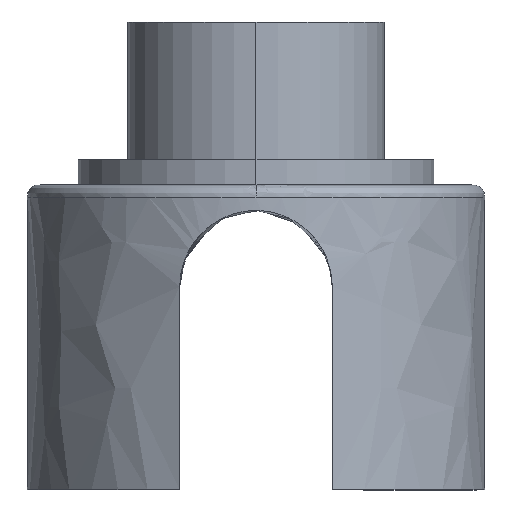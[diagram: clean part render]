
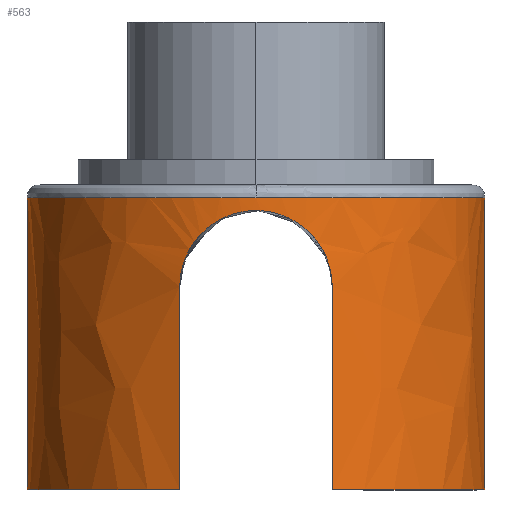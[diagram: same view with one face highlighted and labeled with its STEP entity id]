
A CAD part, left-side view. The second image highlights one B-rep face of the part: STEP entity #563.
In plain terms, the highlighted free-form (B-spline) face has degree [3, 1] with [4, 2] control points.
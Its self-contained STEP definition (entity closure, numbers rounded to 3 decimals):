
#30=LINE('',#1113,#58);
#31=LINE('',#1123,#59);
#58=VECTOR('',#681,1000.);
#59=VECTOR('',#682,1000.);
#86=B_SPLINE_CURVE_WITH_KNOTS('',3,(#955,#956,#957,#958,#959,#960,#961),
 .UNSPECIFIED.,.F.,.F.,(4,1,1,1,4),(0.25,0.313,
0.375,0.438,0.5),.UNSPECIFIED.);
#91=B_SPLINE_CURVE_WITH_KNOTS('',3,(#1115,#1116,#1117,#1118,#1119,#1120,
#1121),.UNSPECIFIED.,.F.,.F.,(4,1,1,1,4),(0.009,0.011,
0.014,0.016,0.019),.UNSPECIFIED.);
#92=B_SPLINE_CURVE_WITH_KNOTS('',3,(#1126,#1127,#1128,#1129,#1130,#1131,
#1132),.UNSPECIFIED.,.F.,.F.,(4,1,1,1,4),(0.25,0.313,0.375,0.438,0.5),
 .UNSPECIFIED.);
#102=(
BOUNDED_CURVE()
B_SPLINE_CURVE(1,(#1005,#1006),.UNSPECIFIED.,.F.,.F.)
B_SPLINE_CURVE_WITH_KNOTS((2,2),(0.,1.),.PIECEWISE_BEZIER_KNOTS.)
CURVE()
GEOMETRIC_REPRESENTATION_ITEM()
RATIONAL_B_SPLINE_CURVE((1.,1.))
REPRESENTATION_ITEM('')
);
#103=(
BOUNDED_CURVE()
B_SPLINE_CURVE(1,(#1015,#1016),.UNSPECIFIED.,.F.,.F.)
B_SPLINE_CURVE_WITH_KNOTS((2,2),(0.,1.),.PIECEWISE_BEZIER_KNOTS.)
CURVE()
GEOMETRIC_REPRESENTATION_ITEM()
RATIONAL_B_SPLINE_CURVE((1.,1.))
REPRESENTATION_ITEM('')
);
#146=ORIENTED_EDGE('',*,*,#296,.F.);
#147=ORIENTED_EDGE('',*,*,#319,.F.);
#148=ORIENTED_EDGE('',*,*,#320,.T.);
#149=ORIENTED_EDGE('',*,*,#321,.T.);
#150=ORIENTED_EDGE('',*,*,#322,.T.);
#151=ORIENTED_EDGE('',*,*,#323,.F.);
#152=ORIENTED_EDGE('',*,*,#298,.T.);
#153=ORIENTED_EDGE('',*,*,#324,.T.);
#154=ORIENTED_EDGE('',*,*,#289,.T.);
#289=EDGE_CURVE('',#378,#377,#86,.F.);
#296=EDGE_CURVE('',#383,#377,#102,.T.);
#298=EDGE_CURVE('',#386,#385,#103,.T.);
#319=EDGE_CURVE('',#404,#383,#448,.F.);
#320=EDGE_CURVE('',#404,#405,#30,.T.);
#321=EDGE_CURVE('',#405,#406,#91,.T.);
#322=EDGE_CURVE('',#406,#407,#31,.F.);
#323=EDGE_CURVE('',#386,#407,#449,.F.);
#324=EDGE_CURVE('',#385,#378,#92,.T.);
#377=VERTEX_POINT('',#954);
#378=VERTEX_POINT('',#962);
#383=VERTEX_POINT('',#1003);
#385=VERTEX_POINT('',#1014);
#386=VERTEX_POINT('',#1017);
#404=VERTEX_POINT('',#1112);
#405=VERTEX_POINT('',#1114);
#406=VERTEX_POINT('',#1122);
#407=VERTEX_POINT('',#1124);
#448=CIRCLE('',#619,9.);
#449=CIRCLE('',#620,9.);
#475=EDGE_LOOP('',(#146,#147,#148,#149,#150,#151,#152,#153,#154));
#511=FACE_BOUND('',#475,.T.);
#547=(
BOUNDED_SURFACE()
B_SPLINE_SURFACE(3,1,((#1103,#1104),(#1105,#1106),(#1107,#1108),(#1109,
#1110)),.CYLINDRICAL_SURF.,.F.,.F.,.F.)
B_SPLINE_SURFACE_WITH_KNOTS((4,4),(2,2),(0.5,1.),(0.045,0.955),
 .PIECEWISE_BEZIER_KNOTS.)
GEOMETRIC_REPRESENTATION_ITEM()
RATIONAL_B_SPLINE_SURFACE(((1.,1.),(0.333,0.333),
(0.333,0.333),(1.,1.)))
REPRESENTATION_ITEM('')
SURFACE()
);
#563=ADVANCED_FACE('',(#511),#547,.T.);
#619=AXIS2_PLACEMENT_3D('',#1111,#679,#680);
#620=AXIS2_PLACEMENT_3D('',#1125,#683,#684);
#679=DIRECTION('',(0.,0.,1.));
#680=DIRECTION('',(0.,-1.,0.));
#681=DIRECTION('',(0.,0.,1.));
#682=DIRECTION('',(0.,0.,1.));
#683=DIRECTION('',(0.,0.,1.));
#684=DIRECTION('',(0.,-1.,0.));
#954=CARTESIAN_POINT('',(0.,9.,-25.5));
#955=CARTESIAN_POINT('',(0.,9.,-25.5));
#956=CARTESIAN_POINT('',(-1.5,9.,-25.5));
#957=CARTESIAN_POINT('',(-4.482,8.203,-25.5));
#958=CARTESIAN_POINT('',(-7.475,5.438,-25.5));
#959=CARTESIAN_POINT('',(-8.819,2.445,-25.5));
#960=CARTESIAN_POINT('',(-9.,0.75,-25.5));
#961=CARTESIAN_POINT('',(-9.,0.,-25.5));
#962=CARTESIAN_POINT('',(-9.,0.,-25.5));
#1003=CARTESIAN_POINT('',(0.,9.,-37.));
#1005=CARTESIAN_POINT('',(0.,9.,-37.575));
#1006=CARTESIAN_POINT('',(0.,9.,-24.925));
#1014=CARTESIAN_POINT('',(0.,-9.,-25.5));
#1015=CARTESIAN_POINT('',(0.,-9.,-37.575));
#1016=CARTESIAN_POINT('',(0.,-9.,-24.925));
#1017=CARTESIAN_POINT('',(0.,-9.,-37.));
#1103=CARTESIAN_POINT('',(0.,9.,-37.));
#1104=CARTESIAN_POINT('',(0.,9.,-25.5));
#1105=CARTESIAN_POINT('',(-18.,9.,-37.));
#1106=CARTESIAN_POINT('',(-18.,9.,-25.5));
#1107=CARTESIAN_POINT('',(-18.,-9.,-37.));
#1108=CARTESIAN_POINT('',(-18.,-9.,-25.5));
#1109=CARTESIAN_POINT('',(0.,-9.,-37.));
#1110=CARTESIAN_POINT('',(0.,-9.,-25.5));
#1111=CARTESIAN_POINT('',(0.,0.,-37.));
#1112=CARTESIAN_POINT('',(-8.485,3.,-37.));
#1113=CARTESIAN_POINT('',(-8.485,3.,-32.002));
#1114=CARTESIAN_POINT('',(-8.485,3.,-29.));
#1115=CARTESIAN_POINT('',(-8.485,3.,-29.));
#1116=CARTESIAN_POINT('',(-8.485,3.,-28.201));
#1117=CARTESIAN_POINT('',(-8.75,2.349,-26.656));
#1118=CARTESIAN_POINT('',(-9.125,0.004,-25.672));
#1119=CARTESIAN_POINT('',(-8.75,-2.353,-26.654));
#1120=CARTESIAN_POINT('',(-8.485,-3.,-28.209));
#1121=CARTESIAN_POINT('',(-8.485,-3.,-29.));
#1122=CARTESIAN_POINT('',(-8.485,-3.,-29.));
#1123=CARTESIAN_POINT('',(-8.485,-3.,-32.002));
#1124=CARTESIAN_POINT('',(-8.485,-3.,-37.));
#1125=CARTESIAN_POINT('',(0.,0.,-37.));
#1126=CARTESIAN_POINT('',(0.,-9.,-25.5));
#1127=CARTESIAN_POINT('',(-0.75,-9.,-25.5));
#1128=CARTESIAN_POINT('',(-2.445,-8.819,-25.5));
#1129=CARTESIAN_POINT('',(-5.438,-7.475,-25.5));
#1130=CARTESIAN_POINT('',(-8.203,-4.482,-25.5));
#1131=CARTESIAN_POINT('',(-9.,-1.5,-25.5));
#1132=CARTESIAN_POINT('',(-9.,0.,-25.5));
